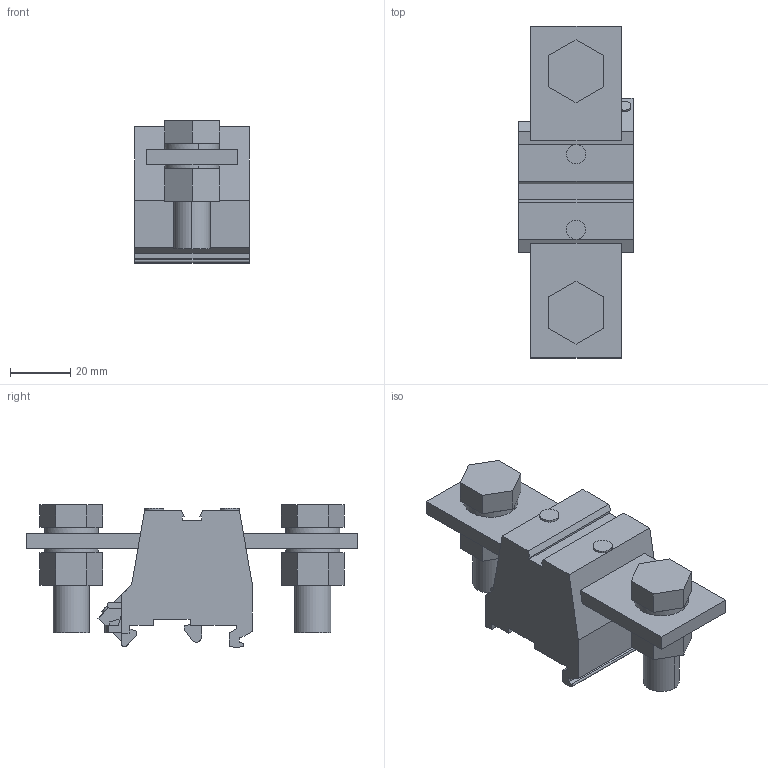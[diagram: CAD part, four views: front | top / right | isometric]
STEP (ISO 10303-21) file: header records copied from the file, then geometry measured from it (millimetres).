
FILE_DESCRIPTION(('Creo Elements/Direct Modeling STEP Export'),'2;1');
FILE_NAME('model.stp','2018-03-17T11:28:17',(''),(''),'Creo Elements/Direct Modeling STEP processor for AP214 (Solid Model)','Creo Elements/Direct Modeling 18.1I 14-Aug-2016 (C) Parametric Technology GmbH','');
FILE_SCHEMA(('AUTOMOTIVE_DESIGN { 1 0 10303 214 1 1 1 1 }'));
Length unit declared in the file: millimetre
Products named in the file (2): UHV_95_AS_AS-select
Assembly tree (1 placements, depth 2):
  UHV_95_AS_AS-select
    UHV_95_AS_AS-select
Bounding box: 37.8 x 110 x 47.25 mm (x, y, z)
Volume: 82800.8 mm3; surface area: 20107.8 mm2
Topology: 1 solids, 1 shells, 155 faces, 403 edges, 262 vertices
Faces by surface type: plane 128, cylinder 27
Entity records: 5482 total; most frequent: ORIENTED_EDGE 806, CARTESIAN_POINT 721, DIRECTION 624, EDGE_CURVE 403, VECTOR 294, LINE 294, VERTEX_POINT 262, EDGE_LOOP 167
